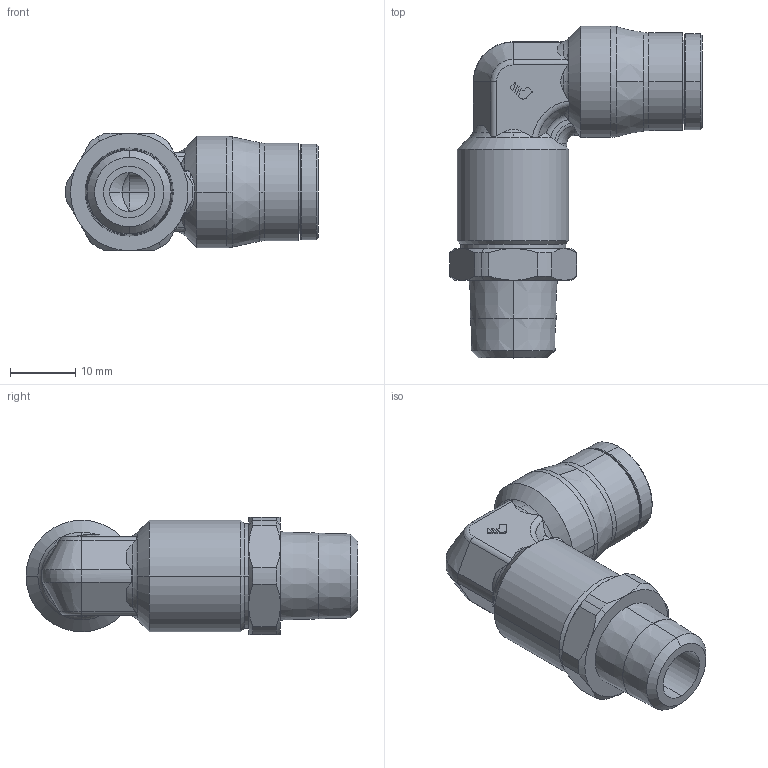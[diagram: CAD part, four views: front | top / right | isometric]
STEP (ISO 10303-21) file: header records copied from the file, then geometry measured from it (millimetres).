
FILE_DESCRIPTION(('STEP AP214'),'1');
FILE_NAME('3629_10_13.stp','2016-07-07T14:20:32',('TraceParts'),('TraceParts S.A.'),'Spatial InterOp 3D',' ',' ');
FILE_SCHEMA(('automotive_design'));
Length unit declared in the file: millimetre
Products named in the file (1): 1
Bounding box: 38.74 x 50.9 x 18 mm (x, y, z)
Volume: 8592.6 mm3; surface area: 5911 mm2
Topology: 1 solids, 1 shells, 168 faces, 423 edges, 269 vertices
Faces by surface type: cone 50, plane 47, cylinder 44, torus 27
Entity records: 5454 total; most frequent: CARTESIAN_POINT 1463, DIRECTION 857, ORIENTED_EDGE 846, EDGE_CURVE 423, AXIS2_PLACEMENT_3D 363, VERTEX_POINT 269, CIRCLE 192, EDGE_LOOP 182
